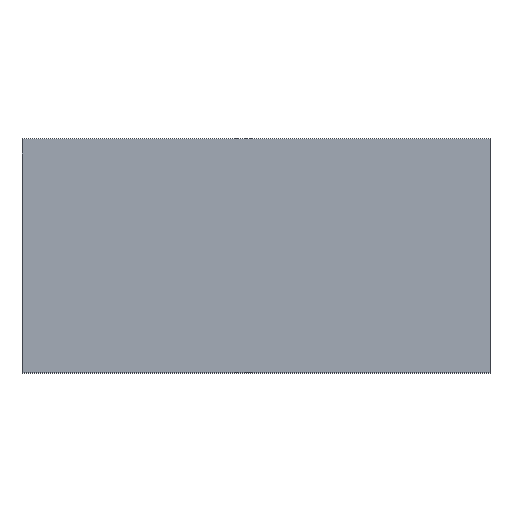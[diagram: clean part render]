
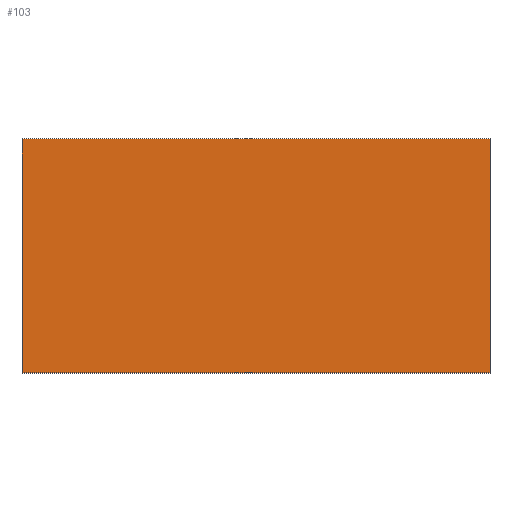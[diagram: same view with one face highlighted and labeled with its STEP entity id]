
A CAD part, top view. The second image highlights one B-rep face of the part: STEP entity #103.
In plain terms, the highlighted planar face has unit normal (0, 0, 1).
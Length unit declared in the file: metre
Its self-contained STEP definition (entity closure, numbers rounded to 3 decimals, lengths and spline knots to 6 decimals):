
#32=ORIENTED_EDGE('',*,*,#36,.F.);
#33=ORIENTED_EDGE('',*,*,#40,.T.);
#34=ORIENTED_EDGE('',*,*,#43,.T.);
#35=ORIENTED_EDGE('',*,*,#46,.F.);
#36=EDGE_CURVE('',#48,#49,#56,.T.);
#40=EDGE_CURVE('',#48,#52,#60,.T.);
#43=EDGE_CURVE('',#52,#54,#63,.T.);
#46=EDGE_CURVE('',#49,#54,#66,.T.);
#48=VERTEX_POINT('',#152);
#49=VERTEX_POINT('',#153);
#52=VERTEX_POINT('',#161);
#54=VERTEX_POINT('',#167);
#56=LINE('',#151,#68);
#60=LINE('',#160,#72);
#63=LINE('',#166,#75);
#66=LINE('',#172,#78);
#68=VECTOR('',#127,1.);
#72=VECTOR('',#133,1.);
#75=VECTOR('',#138,1.);
#78=VECTOR('',#143,1.);
#85=EDGE_LOOP('',(#32,#33,#34,#35));
#91=FACE_BOUND('',#85,.T.);
#97=PLANE('',#122);
#103=ADVANCED_FACE('',(#91),#97,.T.);
#122=AXIS2_PLACEMENT_3D('',#175,#147,#148);
#127=DIRECTION('',(1.,0.,0.));
#133=DIRECTION('',(0.,-1.,0.));
#138=DIRECTION('',(1.,0.,0.));
#143=DIRECTION('',(0.,-1.,0.));
#147=DIRECTION('',(0.,0.,1.));
#148=DIRECTION('',(1.,0.,0.));
#151=CARTESIAN_POINT('',(0.105567,-0.030724,0.0095));
#152=CARTESIAN_POINT('',(0.103567,-0.030724,0.0095));
#153=CARTESIAN_POINT('',(0.107567,-0.030724,0.0095));
#160=CARTESIAN_POINT('',(0.103567,-0.031724,0.0095));
#161=CARTESIAN_POINT('',(0.103567,-0.032724,0.0095));
#166=CARTESIAN_POINT('',(0.105567,-0.032724,0.0095));
#167=CARTESIAN_POINT('',(0.107567,-0.032724,0.0095));
#172=CARTESIAN_POINT('',(0.107567,-0.031724,0.0095));
#175=CARTESIAN_POINT('',(0.080003,-0.011724,0.0095));
